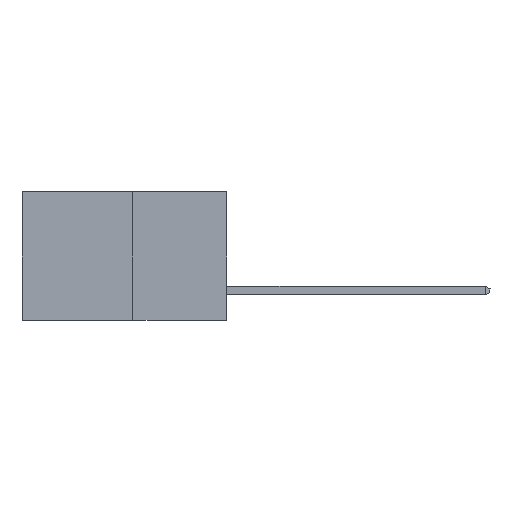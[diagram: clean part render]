
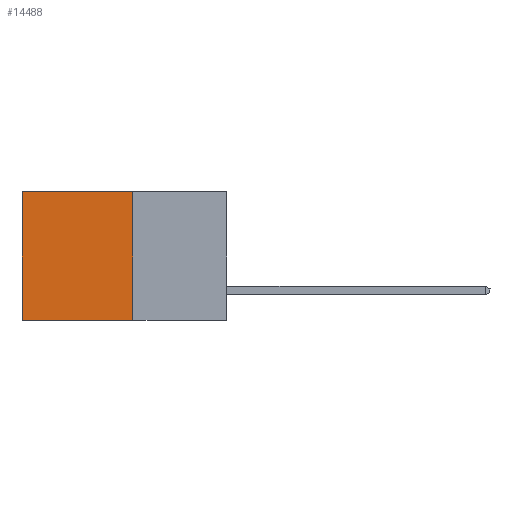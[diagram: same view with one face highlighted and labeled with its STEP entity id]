
A CAD part, left-side view. The second image highlights one B-rep face of the part: STEP entity #14488.
In plain terms, the highlighted planar face has unit normal (-1, 0, 0).
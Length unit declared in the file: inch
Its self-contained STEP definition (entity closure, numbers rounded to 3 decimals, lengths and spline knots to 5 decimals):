
#201 = CARTESIAN_POINT ( 'NONE',  ( 0.277, 0.27, 0. ) ) ;
#268 = ORIENTED_EDGE ( 'NONE', *, *, #13541, .T. ) ;
#1582 = DIRECTION ( 'NONE',  ( 0., 1., 0. ) ) ;
#1976 = CARTESIAN_POINT ( 'NONE',  ( 0.277, 0.27, 0. ) ) ;
#1993 = LINE ( 'NONE', #4227, #11818 ) ;
#1995 = LINE ( 'NONE', #201, #15062 ) ;
#2136 = EDGE_CURVE ( 'NONE', #6277, #4150, #10493, .T. ) ;
#2379 = PLANE ( 'NONE',  #12534 ) ;
#3837 = DIRECTION ( 'NONE',  ( 0., 0., -1. ) ) ;
#4150 = VERTEX_POINT ( 'NONE', #14571 ) ;
#4227 = CARTESIAN_POINT ( 'NONE',  ( 0.277, 0.27, -0.37 ) ) ;
#4384 = EDGE_CURVE ( 'NONE', #7323, #6277, #1993, .T. ) ;
#4868 = DIRECTION ( 'NONE',  ( 0., 0., -1. ) ) ;
#5028 = EDGE_CURVE ( 'NONE', #7323, #11056, #1995, .T. ) ;
#5359 = CARTESIAN_POINT ( 'NONE',  ( 0.277, 0.59, -0.37 ) ) ;
#5621 = ORIENTED_EDGE ( 'NONE', *, *, #5028, .T. ) ;
#6277 = VERTEX_POINT ( 'NONE', #16744 ) ;
#7300 = CARTESIAN_POINT ( 'NONE',  ( 0.277, 0.59, 0. ) ) ;
#7323 = VERTEX_POINT ( 'NONE', #1976 ) ;
#7821 = EDGE_LOOP ( 'NONE', ( #268, #14676, #15450, #5621 ) ) ;
#10257 = LINE ( 'NONE', #5359, #10667 ) ;
#10469 = CARTESIAN_POINT ( 'NONE',  ( 0.277, 0.27, -0.37 ) ) ;
#10493 = LINE ( 'NONE', #15060, #16646 ) ;
#10667 = VECTOR ( 'NONE', #15616, 39.37008 ) ;
#11056 = VERTEX_POINT ( 'NONE', #7300 ) ;
#11775 = DIRECTION ( 'NONE',  ( 1., 0., 0. ) ) ;
#11818 = VECTOR ( 'NONE', #4868, 39.37008 ) ;
#12534 = AXIS2_PLACEMENT_3D ( 'NONE', #10469, #11775, #3837 ) ;
#13541 = EDGE_CURVE ( 'NONE', #11056, #4150, #10257, .T. ) ;
#13585 = FACE_OUTER_BOUND ( 'NONE', #7821, .T. ) ;
#14488 = ADVANCED_FACE ( 'NONE', ( #13585 ), #2379, .F. ) ;
#14571 = CARTESIAN_POINT ( 'NONE',  ( 0.277, 0.59, -0.37 ) ) ;
#14676 = ORIENTED_EDGE ( 'NONE', *, *, #2136, .F. ) ;
#14793 = DIRECTION ( 'NONE',  ( 0., 1., 0. ) ) ;
#15060 = CARTESIAN_POINT ( 'NONE',  ( 0.277, 0.27, -0.37 ) ) ;
#15062 = VECTOR ( 'NONE', #1582, 39.37008 ) ;
#15450 = ORIENTED_EDGE ( 'NONE', *, *, #4384, .F. ) ;
#15616 = DIRECTION ( 'NONE',  ( 0., 0., -1. ) ) ;
#16646 = VECTOR ( 'NONE', #14793, 39.37008 ) ;
#16744 = CARTESIAN_POINT ( 'NONE',  ( 0.277, 0.27, -0.37 ) ) ;
